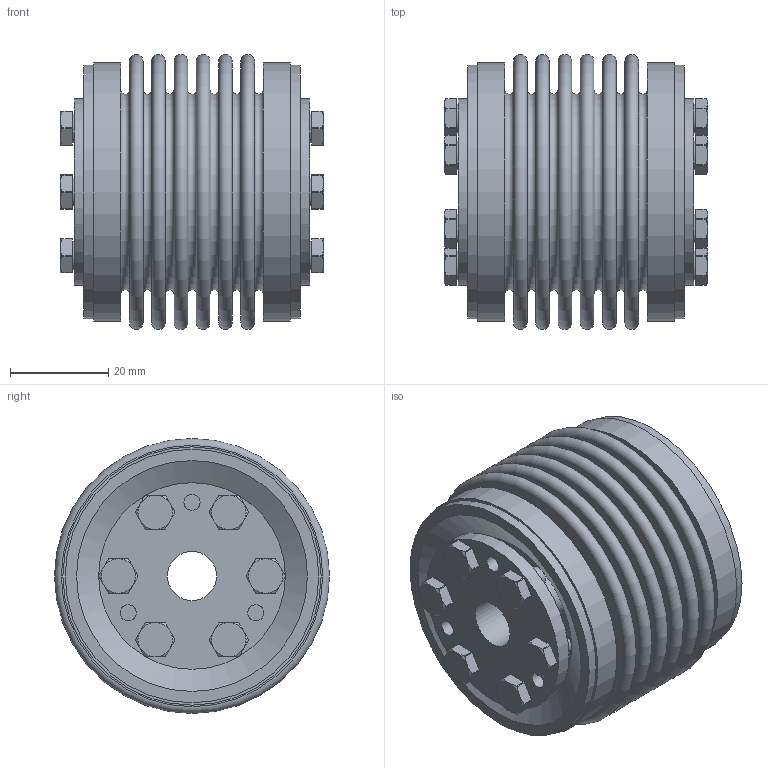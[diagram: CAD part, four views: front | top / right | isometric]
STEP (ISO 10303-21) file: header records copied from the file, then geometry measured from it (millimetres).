
FILE_DESCRIPTION( ( 'Unknown' ), '1' );
FILE_NAME( 'KSD 35.stp', 'Unknown', ( 'Unknown' ), ( 'Unknown' ), 'PSStep 10.1', 'Unknown', ' ' );
FILE_SCHEMA( ( 'AUTOMOTIVE_DESIGN { 1 0 10303 214 1 1 1 1 }' ) );
Length unit declared in the file: millimetre
Products named in the file (1): 20703095
Bounding box: 53.61 x 56 x 56 mm (x, y, z)
Volume: 56725.7 mm3; surface area: 55263.5 mm2
Topology: 1 solids, 1 shells, 408 faces, 974 edges, 626 vertices
Faces by surface type: plane 162, cylinder 138, bspline 61, torus 30, revolution 11, cone 6
Full cylindrical faces by diameter (mm): 3.3 x18, 4 x12, 4.3 x12, 5.9 x12, 10 x2, 23.5 x2, 36 x2, 38 x2, 51.6 x2, 52.6 x2
Entity records: 15449 total; most frequent: CARTESIAN_POINT 3569, DIRECTION 1781, ORIENTED_EDGE 1636, EDGE_CURVE 818, AXIS2_PLACEMENT_3D 777, EDGE_LOOP 606, VERTEX_POINT 572, FACE_OUTER_BOUND 504
